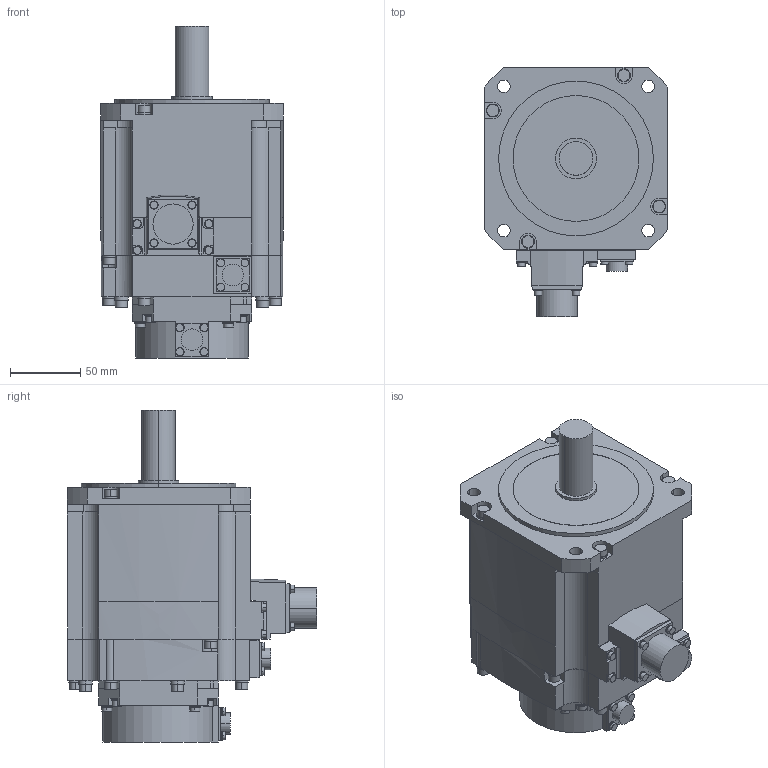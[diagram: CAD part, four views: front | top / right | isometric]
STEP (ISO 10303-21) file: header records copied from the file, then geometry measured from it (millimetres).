
FILE_DESCRIPTION((''),'2;1');
FILE_NAME('HG-SR81B_152B_ASM','2011-11-07T',('BL67252'),(''),'PRO/ENGINEER BY PARAMETRIC TECHNOLOGY CORPORATION, 2009400','PRO/ENGINEER BY PARAMETRIC TECHNOLOGY CORPORATION, 2009400','');
FILE_SCHEMA(('CONFIG_CONTROL_DESIGN'));
Length unit declared in the file: millimetre
Products named in the file (1): HG-SR81B_152B_ASM
Bounding box: 130 x 177.49 x 236 mm (x, y, z)
Volume: 2425907 mm3; surface area: 133162.4 mm2
Topology: 1 solids, 1 shells, 483 faces, 1148 edges, 754 vertices
Faces by surface type: plane 249, cylinder 231, bspline 2, cone 1
Entity records: 14192 total; most frequent: DIRECTION 2604, CARTESIAN_POINT 2451, ORIENTED_EDGE 2296, EDGE_CURVE 1148, AXIS2_PLACEMENT_3D 981, VERTEX_POINT 754, VECTOR 642, LINE 642
